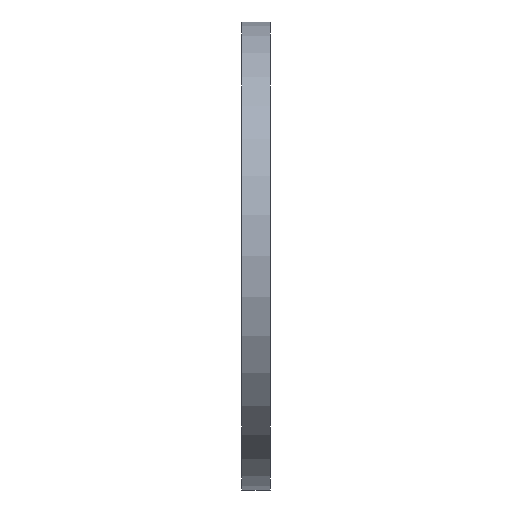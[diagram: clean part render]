
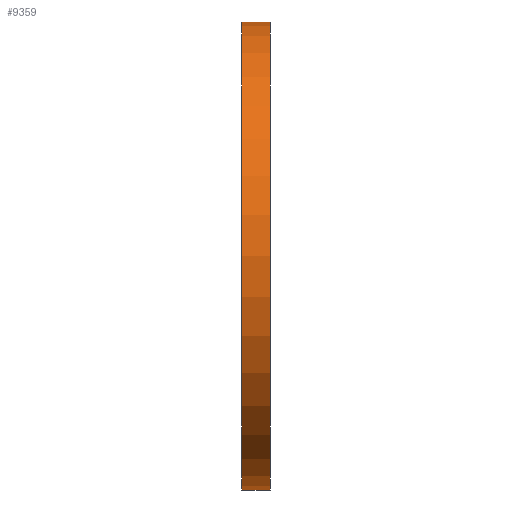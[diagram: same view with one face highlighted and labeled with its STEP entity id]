
A CAD part, left-side view. The second image highlights one B-rep face of the part: STEP entity #9359.
In plain terms, the highlighted cylindrical face has radius 50 mm (diameter 100 mm), a partial arc.
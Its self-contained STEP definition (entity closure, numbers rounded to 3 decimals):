
#130 = EDGE_CURVE ( 'NONE', #11378, #3946, #12262, .T. ) ;
#218 = CARTESIAN_POINT ( 'NONE',  ( 0., 6., 50. ) ) ;
#610 = ORIENTED_EDGE ( 'NONE', *, *, #12942, .T. ) ;
#939 = DIRECTION ( 'NONE',  ( 0., 0., -1. ) ) ;
#1483 = LINE ( 'NONE', #218, #5632 ) ;
#2113 = DIRECTION ( 'NONE',  ( 0., 0., 1. ) ) ;
#2203 = DIRECTION ( 'NONE',  ( 0., 0., 1. ) ) ;
#2453 = DIRECTION ( 'NONE',  ( 0., -1., 0. ) ) ;
#2946 = CARTESIAN_POINT ( 'NONE',  ( 0., 6., -50. ) ) ;
#3070 = CARTESIAN_POINT ( 'NONE',  ( 0., 0., -50. ) ) ;
#3946 = VERTEX_POINT ( 'NONE', #11233 ) ;
#4147 = CARTESIAN_POINT ( 'NONE',  ( 0., 0., 0. ) ) ;
#4191 = DIRECTION ( 'NONE',  ( 0., 1., 0. ) ) ;
#4620 = CIRCLE ( 'NONE', #7832, 50. ) ;
#4775 = VERTEX_POINT ( 'NONE', #3070 ) ;
#4860 = LINE ( 'NONE', #2946, #7176 ) ;
#5233 = ORIENTED_EDGE ( 'NONE', *, *, #12083, .F. ) ;
#5358 = AXIS2_PLACEMENT_3D ( 'NONE', #9535, #4191, #2203 ) ;
#5632 = VECTOR ( 'NONE', #2453, 1000. ) ;
#5908 = VERTEX_POINT ( 'NONE', #9992 ) ;
#6132 = EDGE_CURVE ( 'NONE', #4775, #5908, #4620, .T. ) ;
#6577 = FACE_OUTER_BOUND ( 'NONE', #12970, .T. ) ;
#7176 = VECTOR ( 'NONE', #13448, 1000. ) ;
#7560 = ORIENTED_EDGE ( 'NONE', *, *, #130, .F. ) ;
#7832 = AXIS2_PLACEMENT_3D ( 'NONE', #4147, #10534, #2113 ) ;
#8393 = CYLINDRICAL_SURFACE ( 'NONE', #9896, 50. ) ;
#9359 = ADVANCED_FACE ( 'NONE', ( #6577 ), #8393, .T. ) ;
#9535 = CARTESIAN_POINT ( 'NONE',  ( 0., 6., 0. ) ) ;
#9586 = CARTESIAN_POINT ( 'NONE',  ( 0., 6., 0. ) ) ;
#9896 = AXIS2_PLACEMENT_3D ( 'NONE', #9586, #10670, #939 ) ;
#9992 = CARTESIAN_POINT ( 'NONE',  ( 0., 0., 50. ) ) ;
#10534 = DIRECTION ( 'NONE',  ( 0., 1., 0. ) ) ;
#10670 = DIRECTION ( 'NONE',  ( 0., -1., 0. ) ) ;
#11233 = CARTESIAN_POINT ( 'NONE',  ( 0., 6., 50. ) ) ;
#11271 = ORIENTED_EDGE ( 'NONE', *, *, #6132, .T. ) ;
#11378 = VERTEX_POINT ( 'NONE', #13109 ) ;
#12083 = EDGE_CURVE ( 'NONE', #3946, #5908, #1483, .T. ) ;
#12262 = CIRCLE ( 'NONE', #5358, 50. ) ;
#12942 = EDGE_CURVE ( 'NONE', #11378, #4775, #4860, .T. ) ;
#12970 = EDGE_LOOP ( 'NONE', ( #5233, #7560, #610, #11271 ) ) ;
#13109 = CARTESIAN_POINT ( 'NONE',  ( 0., 6., -50. ) ) ;
#13448 = DIRECTION ( 'NONE',  ( 0., -1., 0. ) ) ;
